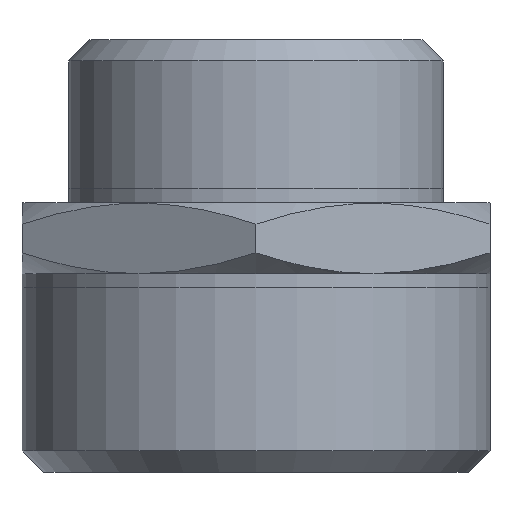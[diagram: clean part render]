
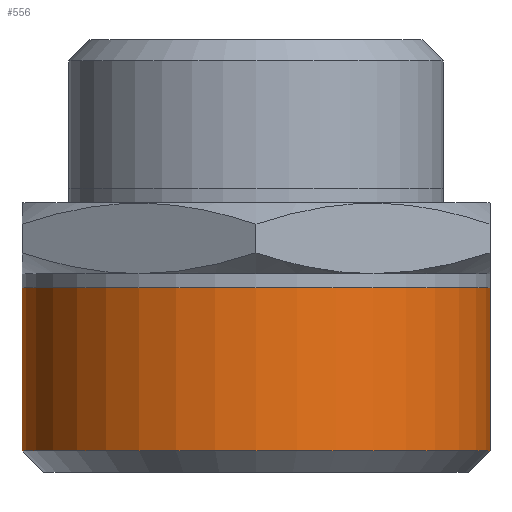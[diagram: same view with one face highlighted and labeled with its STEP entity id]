
A CAD part, left-side view. The second image highlights one B-rep face of the part: STEP entity #556.
In plain terms, the highlighted cylindrical face has radius 16.5 mm (diameter 33 mm), a full revolution.
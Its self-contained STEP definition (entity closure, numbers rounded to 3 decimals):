
#22=CYLINDRICAL_SURFACE('',#603,16.5);
#40=CIRCLE('',#602,16.5);
#41=CIRCLE('',#604,16.5);
#145=ORIENTED_EDGE('',*,*,#202,.T.);
#146=ORIENTED_EDGE('',*,*,#203,.T.);
#202=EDGE_CURVE('',#234,#234,#40,.T.);
#203=EDGE_CURVE('',#235,#235,#41,.T.);
#234=VERTEX_POINT('',#879);
#235=VERTEX_POINT('',#882);
#280=EDGE_LOOP('',(#145));
#281=EDGE_LOOP('',(#146));
#322=FACE_BOUND('',#280,.T.);
#323=FACE_BOUND('',#281,.T.);
#556=ADVANCED_FACE('',(#322,#323),#22,.T.);
#602=AXIS2_PLACEMENT_3D('',#878,#691,#692);
#603=AXIS2_PLACEMENT_3D('',#880,#693,#694);
#604=AXIS2_PLACEMENT_3D('',#881,#695,#696);
#691=DIRECTION('',(0.,0.,1.));
#692=DIRECTION('',(1.,0.,0.));
#693=DIRECTION('',(0.,0.,1.));
#694=DIRECTION('',(1.,0.,0.));
#695=DIRECTION('',(0.,0.,-1.));
#696=DIRECTION('',(1.,0.,0.));
#878=CARTESIAN_POINT('',(0.,0.,-29.));
#879=CARTESIAN_POINT('',(16.5,0.,-29.));
#880=CARTESIAN_POINT('',(0.,0.,-30.5));
#881=CARTESIAN_POINT('',(0.,0.,-17.5));
#882=CARTESIAN_POINT('',(16.5,0.,-17.5));
